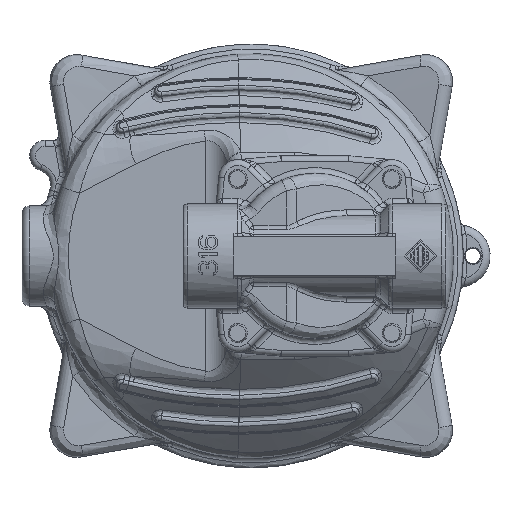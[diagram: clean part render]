
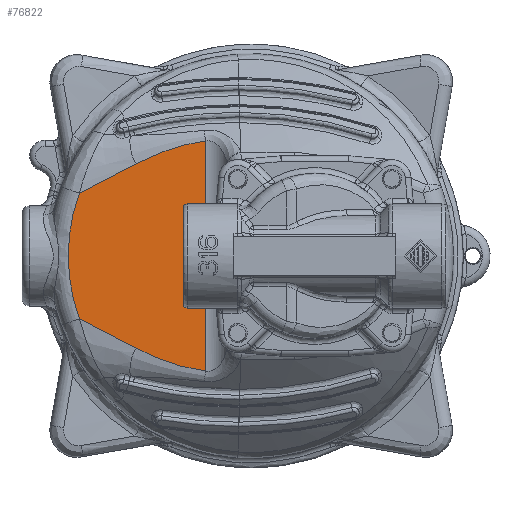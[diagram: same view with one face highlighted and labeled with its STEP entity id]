
A CAD part, front view. The second image highlights one B-rep face of the part: STEP entity #76822.
In plain terms, the highlighted planar face has unit normal (0, -1, 0).
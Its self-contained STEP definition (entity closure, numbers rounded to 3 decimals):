
#52828=CARTESIAN_POINT('',(16.282,6.5,61.122));
#53539=CARTESIAN_POINT('',(29.853,6.5,28.367));
#55166=CARTESIAN_POINT('',(-29.853,6.5,28.367));
#55693=CARTESIAN_POINT('',(0.,6.5,16.5));
#55694=DIRECTION('',(0.,1.,0.));
#55695=DIRECTION('',(-0.343,0.,0.939));
#55696=AXIS2_PLACEMENT_3D('',#55693,#55694,#55695);
#55701=CARTESIAN_POINT('',(0.,6.5,16.5));
#55702=DIRECTION('',(0.,1.,0.));
#55703=DIRECTION('',(-0.003,0.,1.));
#55704=AXIS2_PLACEMENT_3D('',#55701,#55702,#55703);
#55709=CARTESIAN_POINT('',(16.282,6.5,61.122));
#55710=CARTESIAN_POINT('',(17.13,6.5,59.41));
#55711=CARTESIAN_POINT('',(18.825,6.5,56.039));
#55712=CARTESIAN_POINT('',(21.572,6.5,50.901));
#55713=CARTESIAN_POINT('',(23.123,6.5,47.906));
#55714=CARTESIAN_POINT('',(23.862,6.5,46.476));
#55719=CARTESIAN_POINT('',(23.862,6.5,46.476));
#55720=CARTESIAN_POINT('',(25.241,6.5,43.761));
#55721=CARTESIAN_POINT('',(27.856,6.5,38.074));
#55722=CARTESIAN_POINT('',(29.47,6.5,31.644));
#55723=CARTESIAN_POINT('',(29.853,6.5,28.367));
#55728=DIRECTION('',(-1.,0.,0.));
#55729=VECTOR('',#55728,59.706);
#55730=CARTESIAN_POINT('',(29.853,6.5,28.367));
#55731=LINE('',#55730,#55729);
#55735=CARTESIAN_POINT('',(-29.853,6.5,28.367));
#55736=CARTESIAN_POINT('',(-29.47,6.5,
31.644));
#55737=CARTESIAN_POINT('',(-27.856,6.5,
38.074));
#55738=CARTESIAN_POINT('',(-25.241,6.5,
43.761));
#55739=CARTESIAN_POINT('',(-23.862,6.5,46.476));
#55744=CARTESIAN_POINT('',(-23.862,6.5,46.476));
#55745=CARTESIAN_POINT('',(-23.143,6.5,47.868));
#55746=CARTESIAN_POINT('',(-21.619,6.5,
50.813));
#55747=CARTESIAN_POINT('',(-18.83,6.5,
56.03));
#55748=CARTESIAN_POINT('',(-17.132,6.5,
59.406));
#55749=CARTESIAN_POINT('',(-16.282,6.5,
61.122));
#55762=CARTESIAN_POINT('',(-16.282,6.5,
61.122));
#67311=VERTEX_POINT('',#52828);
#67315=VERTEX_POINT('',#55714);
#67350=VERTEX_POINT('',#53539);
#67431=VERTEX_POINT('',#55762);
#67432=VERTEX_POINT('',#55744);
#67464=VERTEX_POINT('',#55166);
#67501=CARTESIAN_POINT('',(-0.134,6.5,64.));
#67502=VERTEX_POINT('',#67501);
#76808=CARTESIAN_POINT('',(0.,6.5,46.184));
#76809=DIRECTION('',(0.,1.,0.));
#76810=DIRECTION('',(0.,0.,-1.));
#76811=AXIS2_PLACEMENT_3D('',#76808,#76809,#76810);
#76812=PLANE('',#76811);
#76813=ORIENTED_EDGE('',*,*,#70636,.T.);
#76814=ORIENTED_EDGE('',*,*,#70634,.T.);
#76815=ORIENTED_EDGE('',*,*,#70760,.T.);
#76816=ORIENTED_EDGE('',*,*,#71512,.T.);
#76817=ORIENTED_EDGE('',*,*,#76203,.T.);
#76818=ORIENTED_EDGE('',*,*,#74816,.T.);
#76819=ORIENTED_EDGE('',*,*,#74663,.T.);
#76820=EDGE_LOOP('',(#76813,#76814,#76815,#76816,#76817,#76818,#76819));
#76821=FACE_OUTER_BOUND('',#76820,.F.);
#76822=ADVANCED_FACE('',(#76821),#76812,.F.);
#55697=CIRCLE('',#55696,47.5);
#55705=CIRCLE('',#55704,47.5);
#55715=B_SPLINE_CURVE_WITH_KNOTS('',3,(#55709,#55710,#55711,#55712,#55713,
#55714),.UNSPECIFIED.,.F.,.F.,(4,1,1,4),(0.,0.333,
0.667,1.),.UNSPECIFIED.);
#55724=B_SPLINE_CURVE_WITH_KNOTS('',3,(#55719,#55720,#55721,#55722,#55723),
.UNSPECIFIED.,.F.,.F.,(4,1,4),(0.,0.5,1.),.UNSPECIFIED.);
#55740=B_SPLINE_CURVE_WITH_KNOTS('',3,(#55735,#55736,#55737,#55738,#55739),
.UNSPECIFIED.,.F.,.F.,(4,1,4),(0.,0.5,1.),.UNSPECIFIED.);
#55750=B_SPLINE_CURVE_WITH_KNOTS('',3,(#55744,#55745,#55746,#55747,#55748,
#55749),.UNSPECIFIED.,.F.,.F.,(4,1,1,4),(0.,0.333,
0.667,1.),.UNSPECIFIED.);
#70634=EDGE_CURVE('',#67502,#67311,#55705,.T.);
#70636=EDGE_CURVE('',#67431,#67502,#55697,.T.);
#70760=EDGE_CURVE('',#67311,#67315,#55715,.T.);
#71512=EDGE_CURVE('',#67315,#67350,#55724,.T.);
#74663=EDGE_CURVE('',#67432,#67431,#55750,.T.);
#74816=EDGE_CURVE('',#67464,#67432,#55740,.T.);
#76203=EDGE_CURVE('',#67350,#67464,#55731,.T.);
